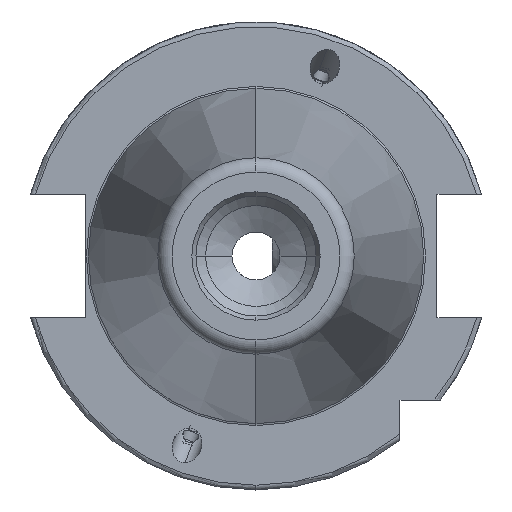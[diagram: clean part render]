
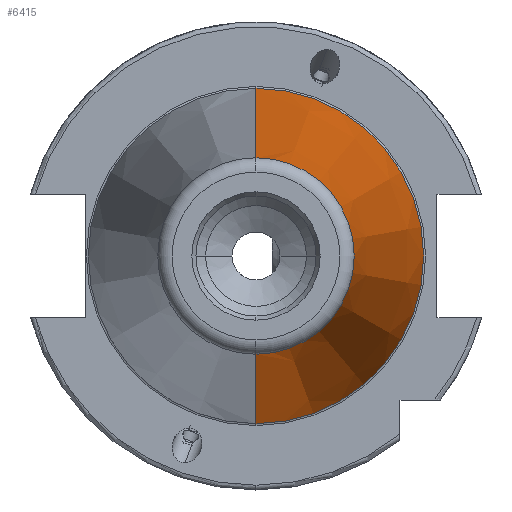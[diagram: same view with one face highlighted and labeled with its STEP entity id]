
A CAD part, left-side view. The second image highlights one B-rep face of the part: STEP entity #6415.
In plain terms, the highlighted conical face has half-angle 8.297 degrees and reference radius 34.925 mm.
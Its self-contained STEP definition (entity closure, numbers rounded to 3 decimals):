
#3482 = CARTESIAN_POINT ( 'NONE',  ( -99.183, 0., -20.461 ) ) ;
#3564 = CIRCLE ( 'NONE', #3628, 34.925 ) ;
#3565 = CARTESIAN_POINT ( 'NONE',  ( 0., 0., -34.925 ) ) ;
#3566 = CARTESIAN_POINT ( 'NONE',  ( 0., 0., 34.925 ) ) ;
#3625 = DIRECTION ( 'NONE',  ( 0., 0., -1. ) ) ;
#3626 = DIRECTION ( 'NONE',  ( -1., 0., 0. ) ) ;
#3627 = CARTESIAN_POINT ( 'NONE',  ( 0., 0., 0. ) ) ;
#3628 = AXIS2_PLACEMENT_3D ( 'NONE', #3627, #3626, #3625 ) ;
#5553 = AXIS2_PLACEMENT_3D ( 'NONE', #5560, #5559, #5558 ) ;
#5554 = CONICAL_SURFACE ( 'NONE', #5553, 34.925, 0.145 ) ;
#5556 = FACE_OUTER_BOUND ( 'NONE', #6412, .T. ) ;
#5558 = DIRECTION ( 'NONE',  ( 0., 0., 1. ) ) ;
#5559 = DIRECTION ( 'NONE',  ( 1., 0., 0. ) ) ;
#5560 = CARTESIAN_POINT ( 'NONE',  ( 0., 0., 0. ) ) ;
#5586 = CARTESIAN_POINT ( 'NONE',  ( -99.183, 0., 20.461 ) ) ;
#5616 = VECTOR ( 'NONE', #5617, 1000. ) ;
#5617 = DIRECTION ( 'NONE',  ( 0.99, 0., 0.144 ) ) ;
#5619 = CARTESIAN_POINT ( 'NONE',  ( 0., 0., 34.925 ) ) ;
#5621 = LINE ( 'NONE', #5619, #5616 ) ;
#5622 = CARTESIAN_POINT ( 'NONE',  ( -99.183, 0., 0. ) ) ;
#5623 = AXIS2_PLACEMENT_3D ( 'NONE', #5622, #5624, #5630 ) ;
#5624 = DIRECTION ( 'NONE',  ( -1., 0., 0. ) ) ;
#5625 = CIRCLE ( 'NONE', #5623, 20.461 ) ;
#5630 = DIRECTION ( 'NONE',  ( 0., 0., -1. ) ) ;
#5633 = VECTOR ( 'NONE', #5638, 1000. ) ;
#5638 = DIRECTION ( 'NONE',  ( 0.99, 0., -0.144 ) ) ;
#5639 = LINE ( 'NONE', #5640, #5633 ) ;
#5640 = CARTESIAN_POINT ( 'NONE',  ( 0., 0., -34.925 ) ) ;
#6412 = EDGE_LOOP ( 'NONE', ( #6437, #6420, #6442, #6448 ) ) ;
#6415 = ADVANCED_FACE ( 'NONE', ( #5556 ), #5554, .T. ) ;
#6420 = ORIENTED_EDGE ( 'NONE', *, *, #6440, .T. ) ;
#6422 = VERTEX_POINT ( 'NONE', #5586 ) ;
#6433 = EDGE_CURVE ( 'NONE', #6422, #6503, #5621, .T. ) ;
#6434 = EDGE_CURVE ( 'NONE', #6453, #6422, #5625, .T. ) ;
#6437 = ORIENTED_EDGE ( 'NONE', *, *, #6434, .F. ) ;
#6440 = EDGE_CURVE ( 'NONE', #6453, #6506, #5639, .T. ) ;
#6442 = ORIENTED_EDGE ( 'NONE', *, *, #6508, .T. ) ;
#6448 = ORIENTED_EDGE ( 'NONE', *, *, #6433, .F. ) ;
#6453 = VERTEX_POINT ( 'NONE', #3482 ) ;
#6503 = VERTEX_POINT ( 'NONE', #3566 ) ;
#6506 = VERTEX_POINT ( 'NONE', #3565 ) ;
#6508 = EDGE_CURVE ( 'NONE', #6506, #6503, #3564, .T. ) ;
